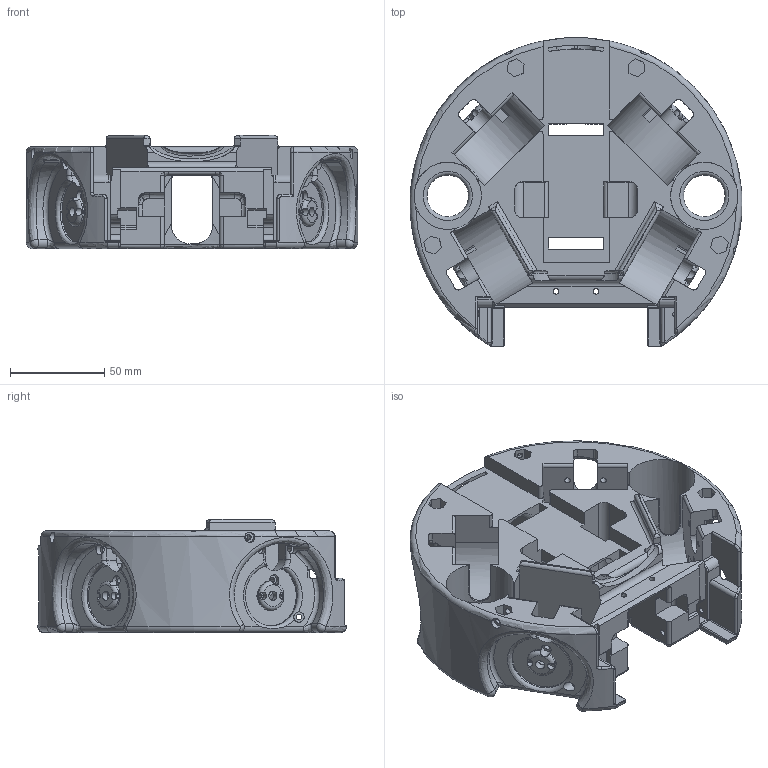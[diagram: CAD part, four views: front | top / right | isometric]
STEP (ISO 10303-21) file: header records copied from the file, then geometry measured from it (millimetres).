
FILE_DESCRIPTION(/* description */ (''),/* implementation_level */ '2;1');
FILE_NAME(/* name */ 'Base_RoboCIn_ipt_8b66f87c.STEP',/* time_stamp */ '2022-09-22T00:19:16-03:00',/* author */ ('victo'),/* organization */ (''),/* preprocessor_version */ 'ST-DEVELOPER v18.1',/* originating_system */ 'Autodesk Inventor 2021',/* authorisation */ '');
FILE_SCHEMA (('AUTOMOTIVE_DESIGN { 1 0 10303 214 3 1 1 }'));
Length unit declared in the file: millimetre
Products named in the file (1): Base_RoboCIn
Bounding box: 175.88 x 163.62 x 60 mm (x, y, z)
Volume: 525040.5 mm3; surface area: 124302.4 mm2
Topology: 1 solids, 1 shells, 770 faces, 2125 edges, 1354 vertices
Faces by surface type: cylinder 313, plane 305, bspline 79, torus 63, sphere 10
Full cylindrical faces by diameter (mm): 2 x8, 3 x34, 4 x8, 5 x4, 5.5 x20, 8.1 x4, 22 x2, 35.7 x2
Entity records: 34546 total; most frequent: CARTESIAN_POINT 14844, ORIENTED_EDGE 4250, DIRECTION 3997, EDGE_CURVE 2125, AXIS2_PLACEMENT_3D 1478, VERTEX_POINT 1356, LINE 1041, VECTOR 1041
